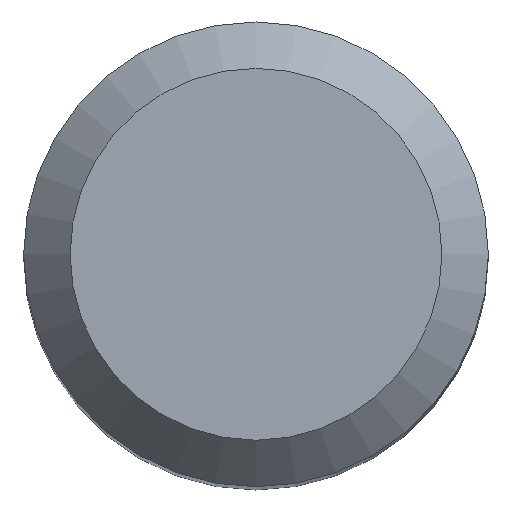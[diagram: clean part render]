
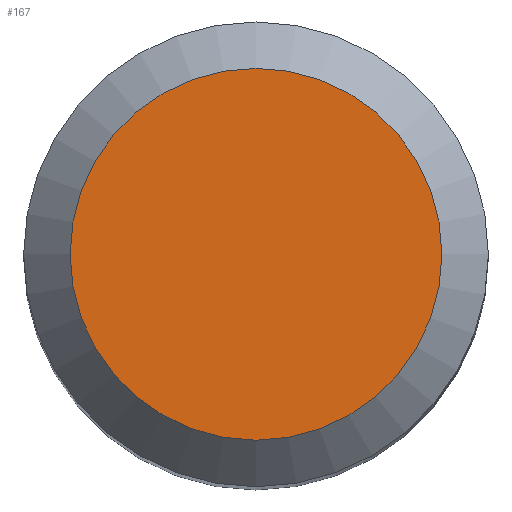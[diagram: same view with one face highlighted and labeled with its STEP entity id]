
A CAD part, top view. The second image highlights one B-rep face of the part: STEP entity #167.
In plain terms, the highlighted planar face has unit normal (0, 0, 1).
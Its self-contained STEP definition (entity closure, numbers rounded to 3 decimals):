
#42 = PLANE ( 'NONE',  #76 ) ;
#48 = EDGE_LOOP ( 'NONE', ( #232 ) ) ;
#76 = AXIS2_PLACEMENT_3D ( 'NONE', #147, #84, #201 ) ;
#84 = DIRECTION ( 'NONE',  ( 0., 0., -1. ) ) ;
#97 = DIRECTION ( 'NONE',  ( 0., 0., -1. ) ) ;
#99 = DIRECTION ( 'NONE',  ( 0., 1., 0. ) ) ;
#129 = CARTESIAN_POINT ( 'NONE',  ( 0., 3.2, 79. ) ) ;
#139 = AXIS2_PLACEMENT_3D ( 'NONE', #159, #97, #99 ) ;
#147 = CARTESIAN_POINT ( 'NONE',  ( 0., 0., 79. ) ) ;
#149 = EDGE_CURVE ( 'NONE', #168, #168, #152, .T. ) ;
#152 = CIRCLE ( 'NONE', #139, 3.2 ) ;
#159 = CARTESIAN_POINT ( 'NONE',  ( 0., 0., 79. ) ) ;
#167 = ADVANCED_FACE ( 'NONE', ( #175 ), #42, .F. ) ;
#168 = VERTEX_POINT ( 'NONE', #129 ) ;
#175 = FACE_OUTER_BOUND ( 'NONE', #48, .T. ) ;
#201 = DIRECTION ( 'NONE',  ( 0., 1., 0. ) ) ;
#232 = ORIENTED_EDGE ( 'NONE', *, *, #149, .F. ) ;
